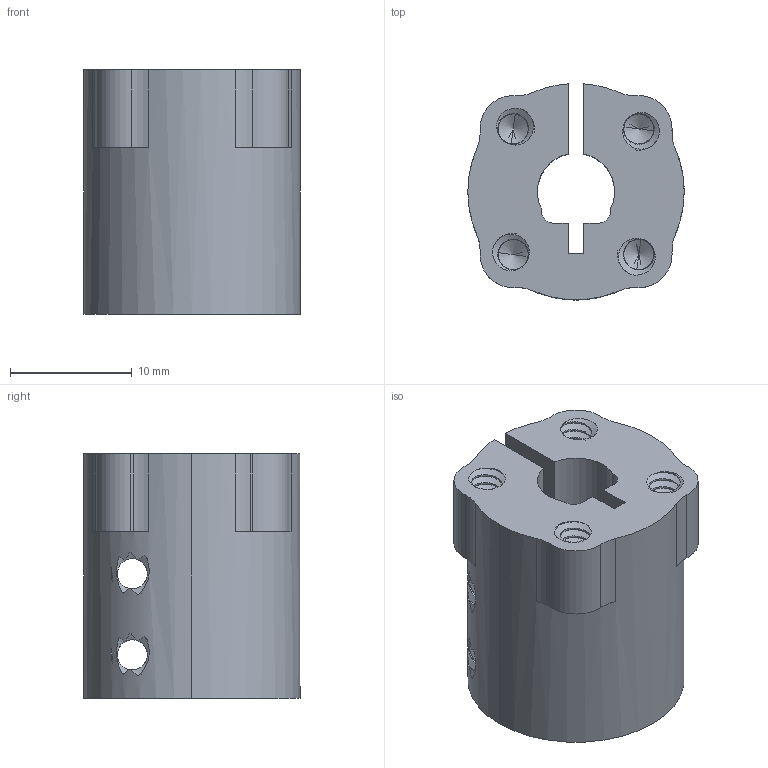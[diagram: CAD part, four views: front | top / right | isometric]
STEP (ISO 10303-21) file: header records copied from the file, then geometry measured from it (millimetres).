
FILE_DESCRIPTION (( 'STEP AP203' ), '1' );
FILE_NAME ('0.25in Hub.STEP', '2017-06-28T20:58:34', ( '' ), ( '' ), 'SwSTEP 2.0', 'SolidWorks 2016', '' );
FILE_SCHEMA (( 'CONFIG_CONTROL_DESIGN' ));
Length unit declared in the file: inch
Products named in the file (1): 0.25in Hub
Bounding box: 17.78 x 17.76 x 20.07 mm (x, y, z)
Volume: 3708.1 mm3; surface area: 2867.1 mm2
Topology: 1 solids, 1 shells, 281 faces, 831 edges, 544 vertices
Faces by surface type: cylinder 221, plane 22, cone 20, bspline 18
Entity records: 19574 total; most frequent: CARTESIAN_POINT 13203, ORIENTED_EDGE 1646, DIRECTION 1037, EDGE_CURVE 823, VERTEX_POINT 544, AXIS2_PLACEMENT_3D 390, EDGE_LOOP 293, ADVANCED_FACE 281
